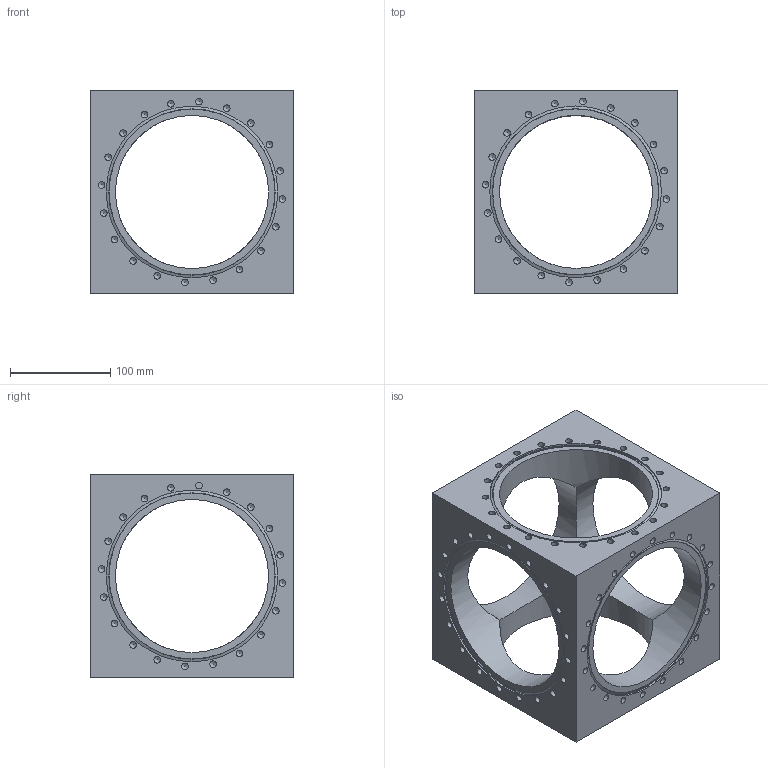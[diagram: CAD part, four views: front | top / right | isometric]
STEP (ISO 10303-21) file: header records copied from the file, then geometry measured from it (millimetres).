
FILE_DESCRIPTION(/* description */ (''),/* implementation_level */ '2;1');
FILE_NAME(/* name */ 'FL-CUBE160CF.stp',/* time_stamp */ '2018-05-18T11:48:26+01:00',/* author */ ('paul'),/* organization */ (''),/* preprocessor_version */ 'ST-DEVELOPER v17',/* originating_system */ 'Autodesk Inventor 2018',/* authorisation */ '');
FILE_SCHEMA (('AUTOMOTIVE_DESIGN { 1 0 10303 214 3 1 1 }'));
Length unit declared in the file: millimetre
Products named in the file (1): FL-CUBE160CF
Bounding box: 203 x 203 x 203 mm (x, y, z)
Volume: 2152359.8 mm3; surface area: 266263.7 mm2
Topology: 1 solids, 1 shells, 276 faces, 947 edges, 675 vertices
Faces by surface type: cone 132, cylinder 132, plane 12
Full cylindrical faces by diameter (mm): 6.647 x120, 152.9 x6, 171.4 x6
Entity records: 10209 total; most frequent: DIRECTION 1932, CARTESIAN_POINT 1779, ORIENTED_EDGE 1654, AXIS2_PLACEMENT_3D 828, EDGE_CURVE 827, VERTEX_POINT 675, CIRCLE 534, EDGE_LOOP 408
